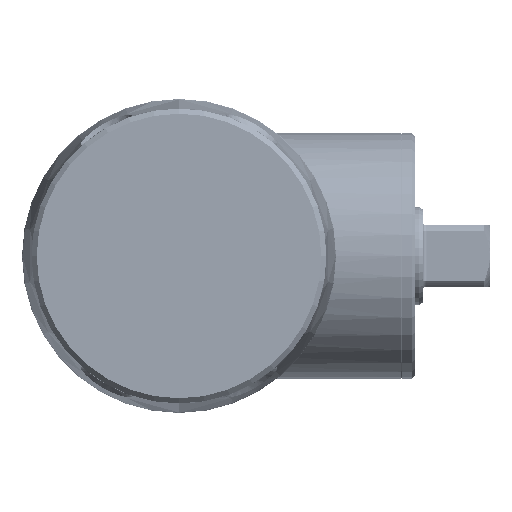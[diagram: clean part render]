
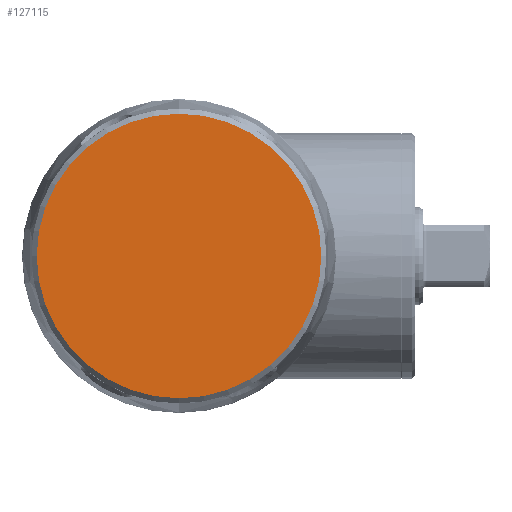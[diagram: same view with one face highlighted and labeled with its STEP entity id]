
A CAD part, left-side view. The second image highlights one B-rep face of the part: STEP entity #127115.
In plain terms, the highlighted planar face has unit normal (-1, 0, 0).
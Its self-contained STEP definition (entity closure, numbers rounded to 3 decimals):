
#25848=CARTESIAN_POINT('',(-53.472,0.,0.));
#25849=DIRECTION('',(-1.,0.,0.));
#25850=DIRECTION('',(0.,0.,-1.));
#25851=AXIS2_PLACEMENT_3D('',#25848,#25849,#25850);
#25862=CARTESIAN_POINT('',(-53.472,0.,0.));
#25863=DIRECTION('',(1.,0.,0.));
#25864=DIRECTION('',(0.,0.,-1.));
#25865=AXIS2_PLACEMENT_3D('',#25862,#25863,#25864);
#113352=CARTESIAN_POINT('',(-53.472,0.,-21.975));
#113353=CARTESIAN_POINT('',(-53.472,0.,21.975));
#113354=VERTEX_POINT('',#113352);
#113355=VERTEX_POINT('',#113353);
#127106=CARTESIAN_POINT('',(-53.472,0.,0.));
#127107=DIRECTION('',(-1.,0.,0.));
#127108=DIRECTION('',(0.,0.,1.));
#127109=AXIS2_PLACEMENT_3D('',#127106,#127107,#127108);
#127110=PLANE('',#127109);
#127111=ORIENTED_EDGE('',*,*,#127086,.F.);
#127112=ORIENTED_EDGE('',*,*,#127100,.T.);
#127113=EDGE_LOOP('',(#127111,#127112));
#127114=FACE_OUTER_BOUND('',#127113,.F.);
#127115=ADVANCED_FACE('',(#127114),#127110,.T.);
#25852=CIRCLE('',#25851,21.975);
#25866=CIRCLE('',#25865,21.975);
#127086=EDGE_CURVE('',#113354,#113355,#25852,.T.);
#127100=EDGE_CURVE('',#113354,#113355,#25866,.T.);
